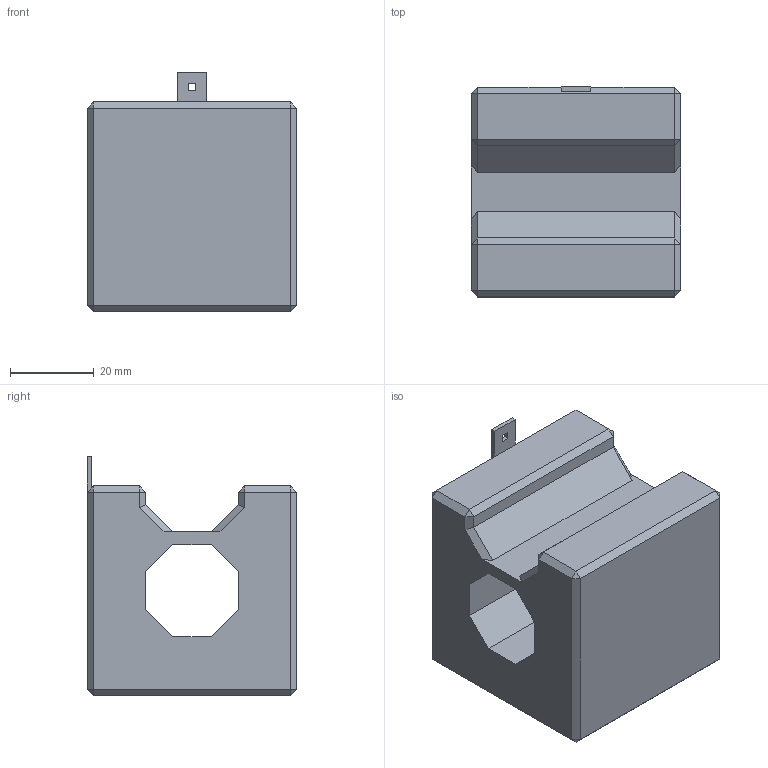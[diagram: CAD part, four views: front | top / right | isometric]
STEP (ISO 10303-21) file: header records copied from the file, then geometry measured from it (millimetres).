
FILE_DESCRIPTION (( 'STEP AP214' ), '1' );
FILE_NAME ('Cuboro_2.STEP', '2022-02-24T19:22:12', ( '' ), ( '' ), 'SwSTEP 2.0', 'SolidWorks 2019', '' );
FILE_SCHEMA (( 'AUTOMOTIVE_DESIGN' ));
Length unit declared in the file: millimetre
Products named in the file (1): Cuboro_2
Bounding box: 50 x 50 x 57 mm (x, y, z)
Volume: 94208.7 mm3; surface area: 17662 mm2
Topology: 1 solids, 1 shells, 64 faces, 146 edges, 84 vertices
Faces by surface type: plane 64
Entity records: 1752 total; most frequent: CARTESIAN_POINT 295, ORIENTED_EDGE 292, DIRECTION 276, LINE 146, EDGE_CURVE 146, VECTOR 146, VERTEX_POINT 84, EDGE_LOOP 68
